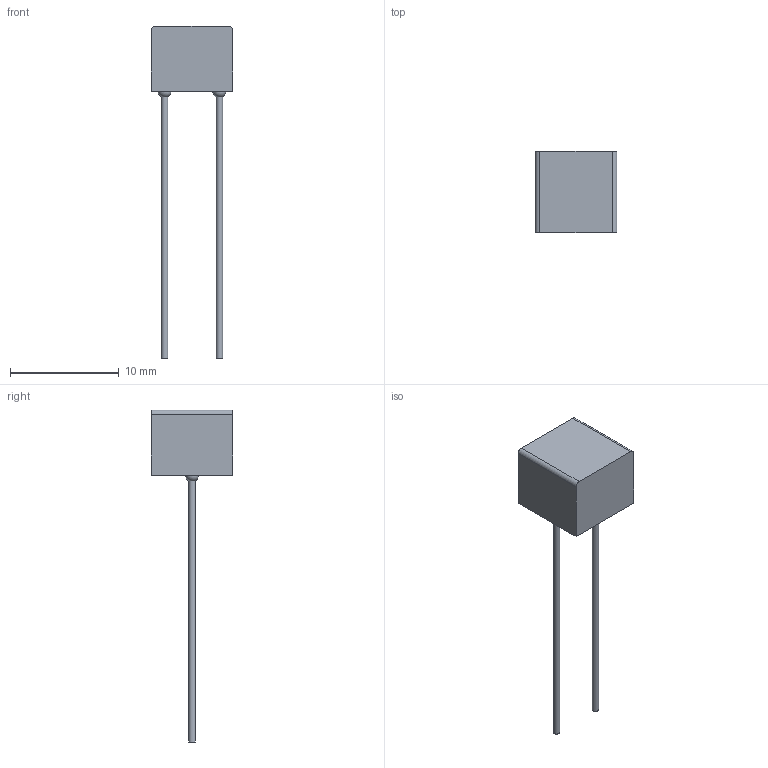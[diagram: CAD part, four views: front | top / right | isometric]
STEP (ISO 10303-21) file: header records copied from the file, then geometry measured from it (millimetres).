
FILE_DESCRIPTION(('FreeCAD Model'),'2;1');
FILE_NAME('A54.step','2020-03-31T01:32:14' ,('Author'),(''),'Open CASCADE STEP processor 7.3','FreeCAD','Unknown' );
FILE_SCHEMA(('AUTOMOTIVE_DESIGN { 1 0 10303 214 1 1 1 1 }'));
Length unit declared in the file: millimetre
Products named in the file (5): Fillet; Body; ???????; Body001; ???????001
Bounding box: 7.5 x 7.5 x 30.5 mm (x, y, z)
Volume: 351.5 mm3; surface area: 388.2 mm2
Topology: 5 solids, 5 shells, 18 faces, 30 edges, 20 vertices
Faces by surface type: plane 12, cylinder 4, sphere 2
Full cylindrical faces by diameter (mm): 0.6 x2
Entity records: 920 total; most frequent: CARTESIAN_POINT 141, DIRECTION 126, ORIENTED_EDGE 56, LINE 56, VECTOR 56, PCURVE 56, DEFINITIONAL_REPRESENTATION 56, AXIS2_PLACEMENT_3D 31
